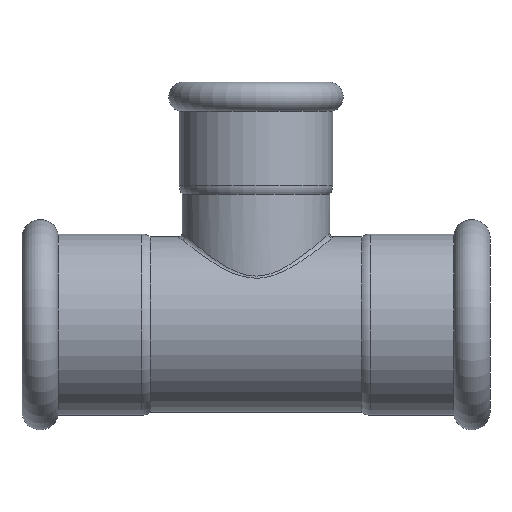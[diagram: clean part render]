
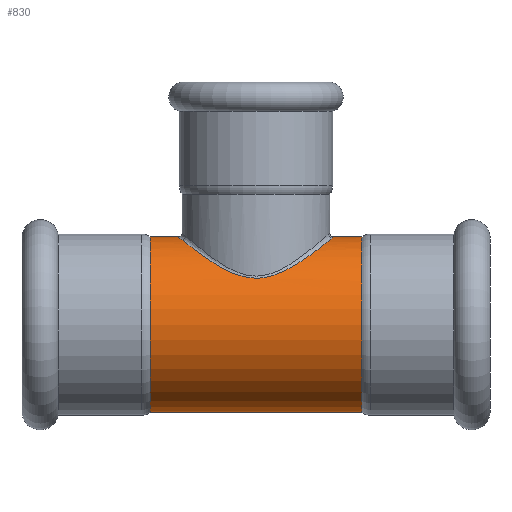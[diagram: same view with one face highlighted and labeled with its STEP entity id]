
A CAD part, front view. The second image highlights one B-rep face of the part: STEP entity #830.
In plain terms, the highlighted cylindrical face has radius 22 mm (diameter 44 mm), a full revolution.
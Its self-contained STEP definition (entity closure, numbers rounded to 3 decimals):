
#20=B_SPLINE_CURVE_WITH_KNOTS('',3,(#1845,#1846,#1847,#1848,#1849,#1850,
#1851,#1852,#1853,#1854,#1855,#1856,#1857,#1858,#1859,#1860,#1861,#1862,
#1863,#1864,#1865,#1866,#1867,#1868,#1869),.UNSPECIFIED.,.T.,.F.,(4,1,1,
1,1,1,1,1,1,1,1,1,1,1,1,1,1,1,1,1,1,1,4),(-12.111,-11.678,
-11.246,-10.381,-9.804,-9.227,
-8.65,-8.074,-7.497,-6.92,
-6.344,-6.055,-5.767,-5.19,
-4.614,-4.037,-3.46,-2.883,
-2.307,-1.73,-0.865,-0.433,
0.),.UNSPECIFIED.);
#28=FACE_BOUND('',#157,.T.);
#45=LINE('',#1881,#67);
#67=VECTOR('',#1235,22.);
#86=CYLINDRICAL_SURFACE('',#965,22.);
#116=FACE_OUTER_BOUND('',#156,.T.);
#156=EDGE_LOOP('',(#687,#688,#689,#690,#691,#692,#693,#694));
#157=EDGE_LOOP('',(#695));
#249=CIRCLE('',#966,22.);
#250=CIRCLE('',#967,22.);
#251=CIRCLE('',#968,22.);
#252=CIRCLE('',#969,22.);
#253=CIRCLE('',#970,22.);
#254=CIRCLE('',#971,22.);
#351=VERTEX_POINT('',#1812);
#355=VERTEX_POINT('',#1875);
#356=VERTEX_POINT('',#1876);
#357=VERTEX_POINT('',#1878);
#358=VERTEX_POINT('',#1880);
#359=VERTEX_POINT('',#1882);
#360=VERTEX_POINT('',#1884);
#476=EDGE_CURVE('',#351,#351,#20,.T.);
#479=EDGE_CURVE('',#355,#356,#249,.T.);
#480=EDGE_CURVE('',#357,#355,#250,.T.);
#481=EDGE_CURVE('',#357,#358,#45,.T.);
#482=EDGE_CURVE('',#358,#359,#251,.T.);
#483=EDGE_CURVE('',#359,#360,#252,.T.);
#484=EDGE_CURVE('',#360,#358,#253,.T.);
#485=EDGE_CURVE('',#356,#357,#254,.T.);
#687=ORIENTED_EDGE('',*,*,#479,.F.);
#688=ORIENTED_EDGE('',*,*,#480,.F.);
#689=ORIENTED_EDGE('',*,*,#481,.T.);
#690=ORIENTED_EDGE('',*,*,#482,.T.);
#691=ORIENTED_EDGE('',*,*,#483,.T.);
#692=ORIENTED_EDGE('',*,*,#484,.T.);
#693=ORIENTED_EDGE('',*,*,#481,.F.);
#694=ORIENTED_EDGE('',*,*,#485,.F.);
#695=ORIENTED_EDGE('',*,*,#476,.F.);
#830=ADVANCED_FACE('',(#116,#28),#86,.T.);
#965=AXIS2_PLACEMENT_3D('',#1874,#1229,#1230);
#966=AXIS2_PLACEMENT_3D('',#1877,#1231,#1232);
#967=AXIS2_PLACEMENT_3D('',#1879,#1233,#1234);
#968=AXIS2_PLACEMENT_3D('',#1883,#1236,#1237);
#969=AXIS2_PLACEMENT_3D('',#1885,#1238,#1239);
#970=AXIS2_PLACEMENT_3D('',#1886,#1240,#1241);
#971=AXIS2_PLACEMENT_3D('',#1887,#1242,#1243);
#1229=DIRECTION('center_axis',(1.,0.,0.));
#1230=DIRECTION('ref_axis',(0.,1.,0.));
#1231=DIRECTION('center_axis',(1.,0.,0.));
#1232=DIRECTION('ref_axis',(0.,1.,0.));
#1233=DIRECTION('center_axis',(1.,0.,0.));
#1234=DIRECTION('ref_axis',(0.,1.,0.));
#1235=DIRECTION('',(-1.,0.,0.));
#1236=DIRECTION('center_axis',(1.,0.,0.));
#1237=DIRECTION('ref_axis',(0.,1.,0.));
#1238=DIRECTION('center_axis',(1.,0.,0.));
#1239=DIRECTION('ref_axis',(0.,1.,0.));
#1240=DIRECTION('center_axis',(1.,0.,0.));
#1241=DIRECTION('ref_axis',(0.,1.,0.));
#1242=DIRECTION('center_axis',(1.,0.,0.));
#1243=DIRECTION('ref_axis',(0.,1.,0.));
#1812=CARTESIAN_POINT('',(-0.019,18.652,11.666));
#1845=CARTESIAN_POINT('Ctrl Pts',(-0.019,18.652,
11.666));
#1846=CARTESIAN_POINT('Ctrl Pts',(-1.584,18.651,11.668));
#1847=CARTESIAN_POINT('Ctrl Pts',(-4.686,18.274,12.292));
#1848=CARTESIAN_POINT('Ctrl Pts',(-10.014,16.377,14.886));
#1849=CARTESIAN_POINT('Ctrl Pts',(-14.697,12.86,18.219));
#1850=CARTESIAN_POINT('Ctrl Pts',(-18.268,7.329,20.996));
#1851=CARTESIAN_POINT('Ctrl Pts',(-19.781,1.524,22.232));
#1852=CARTESIAN_POINT('Ctrl Pts',(-19.248,-4.568,21.791));
#1853=CARTESIAN_POINT('Ctrl Pts',(-16.875,-9.879,19.893));
#1854=CARTESIAN_POINT('Ctrl Pts',(-13.251,-14.013,17.162));
#1855=CARTESIAN_POINT('Ctrl Pts',(-8.732,-16.952,14.189));
#1856=CARTESIAN_POINT('Ctrl Pts',(-4.155,-18.406,12.071));
#1857=CARTESIAN_POINT('Ctrl Pts',(0.02,-18.736,
11.526));
#1858=CARTESIAN_POINT('Ctrl Pts',(4.193,-18.397,12.086));
#1859=CARTESIAN_POINT('Ctrl Pts',(8.761,-16.939,14.204));
#1860=CARTESIAN_POINT('Ctrl Pts',(13.277,-13.991,17.182));
#1861=CARTESIAN_POINT('Ctrl Pts',(16.893,-9.85,19.907));
#1862=CARTESIAN_POINT('Ctrl Pts',(19.258,-4.532,21.801));
#1863=CARTESIAN_POINT('Ctrl Pts',(19.777,1.561,22.228));
#1864=CARTESIAN_POINT('Ctrl Pts',(18.254,7.364,20.984));
#1865=CARTESIAN_POINT('Ctrl Pts',(14.673,12.883,18.201));
#1866=CARTESIAN_POINT('Ctrl Pts',(9.985,16.394,14.867));
#1867=CARTESIAN_POINT('Ctrl Pts',(4.65,18.283,12.279));
#1868=CARTESIAN_POINT('Ctrl Pts',(1.545,18.654,11.664));
#1869=CARTESIAN_POINT('Ctrl Pts',(-0.019,18.652,
11.666));
#1874=CARTESIAN_POINT('Origin',(22.1,0.,0.));
#1875=CARTESIAN_POINT('',(26.55,22.,0.));
#1876=CARTESIAN_POINT('',(26.55,0.,22.));
#1877=CARTESIAN_POINT('Origin',(26.55,0.,0.));
#1878=CARTESIAN_POINT('',(26.55,-22.,0.));
#1879=CARTESIAN_POINT('Origin',(26.55,0.,0.));
#1880=CARTESIAN_POINT('',(-26.55,-22.,0.));
#1881=CARTESIAN_POINT('',(22.1,-22.,0.));
#1882=CARTESIAN_POINT('',(-26.55,22.,0.));
#1883=CARTESIAN_POINT('Origin',(-26.55,0.,0.));
#1884=CARTESIAN_POINT('',(-26.55,0.,22.));
#1885=CARTESIAN_POINT('Origin',(-26.55,0.,0.));
#1886=CARTESIAN_POINT('Origin',(-26.55,0.,0.));
#1887=CARTESIAN_POINT('Origin',(26.55,0.,0.));
